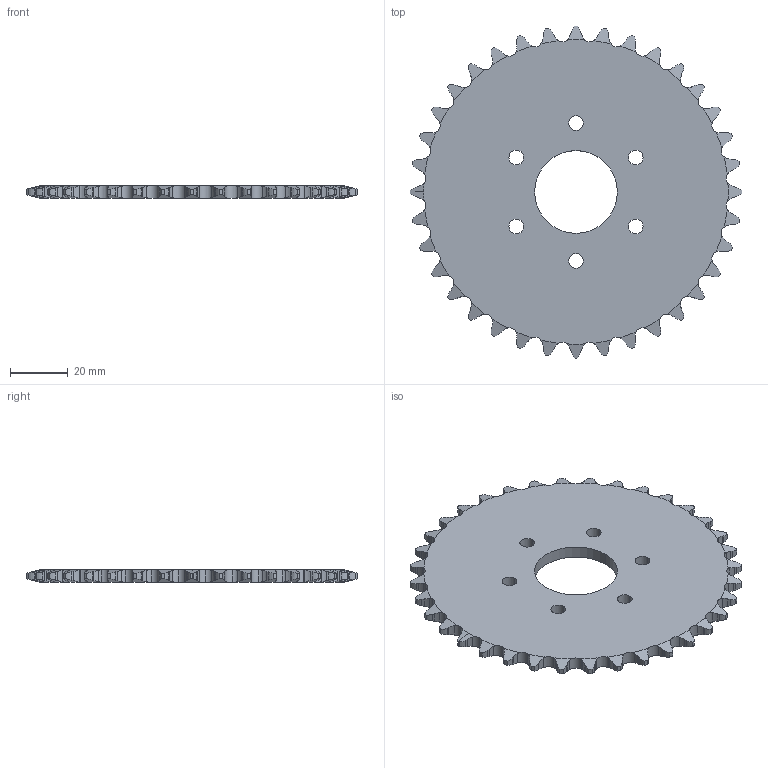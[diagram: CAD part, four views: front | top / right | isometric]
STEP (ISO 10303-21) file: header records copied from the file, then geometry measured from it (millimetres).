
FILE_DESCRIPTION (( 'STEP AP214' ), '1' );
FILE_NAME ('am-0222_Plate Sprocket.STEP', '2018-07-17T18:22:20', ( '' ), ( '' ), 'SwSTEP 2.0', 'SolidWorks 2018', '' );
FILE_SCHEMA (( 'AUTOMOTIVE_DESIGN' ));
Length unit declared in the file: inch
Products named in the file (1): am-0222_Plate Sprocket
Bounding box: 114.69 x 114.69 x 4.27 mm (x, y, z)
Volume: 35656.2 mm3; surface area: 19629.2 mm2
Topology: 1 solids, 1 shells, 399 faces, 1190 edges, 793 vertices
Faces by surface type: cylinder 251, cone 74, plane 74
Entity records: 14617 total; most frequent: CARTESIAN_POINT 4751, ORIENTED_EDGE 2380, DIRECTION 1655, EDGE_CURVE 1190, VERTEX_POINT 793, AXIS2_PLACEMENT_3D 665, B_SPLINE_CURVE_WITH_KNOTS 600, EDGE_LOOP 413
